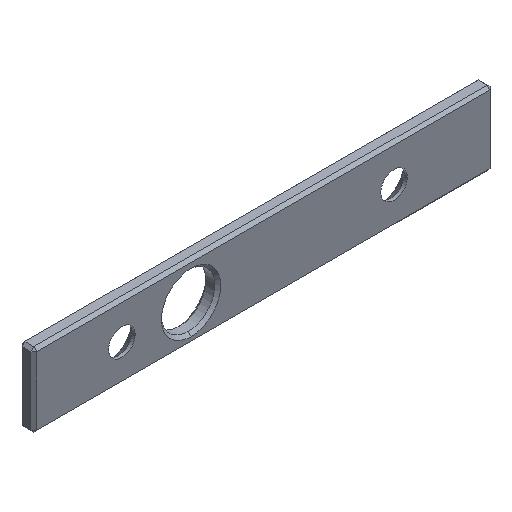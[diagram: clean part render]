
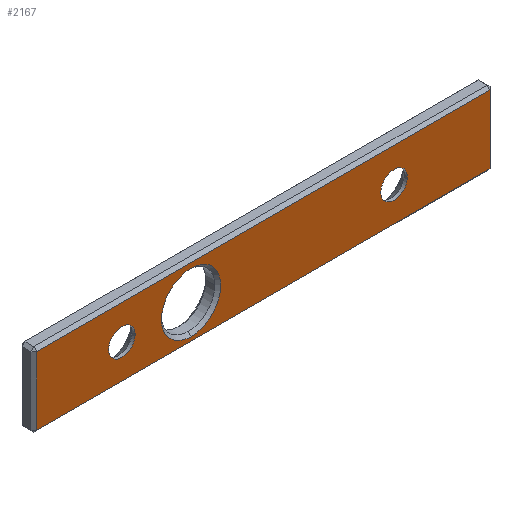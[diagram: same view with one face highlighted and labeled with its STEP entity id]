
A CAD part, isometric view. The second image highlights one B-rep face of the part: STEP entity #2167.
In plain terms, the highlighted planar face has unit normal (0, -1, 0).
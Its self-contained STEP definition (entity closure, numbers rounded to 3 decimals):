
#424=DIRECTION('',(1.,0.,0.));
#425=VECTOR('',#424,153.099);
#426=CARTESIAN_POINT('',(117.901,399.,319.2));
#427=LINE('',#426,#425);
#466=DIRECTION('',(0.,0.,-1.));
#467=VECTOR('',#466,23.);
#468=CARTESIAN_POINT('',(271.,399.,319.2));
#469=LINE('',#468,#467);
#585=DIRECTION('',(0.,0.,1.));
#586=VECTOR('',#585,23.);
#587=CARTESIAN_POINT('',(117.901,399.,296.2));
#588=LINE('',#587,#586);
#599=CARTESIAN_POINT('',(170.038,399.,307.593));
#600=DIRECTION('',(0.,1.,0.));
#601=DIRECTION('',(-1.,0.,0.));
#602=AXIS2_PLACEMENT_3D('',#599,#600,#601);
#607=CARTESIAN_POINT('',(170.038,399.,307.593));
#608=DIRECTION('',(0.,1.,0.));
#609=DIRECTION('',(0.,0.,-1.));
#610=AXIS2_PLACEMENT_3D('',#607,#608,#609);
#615=CARTESIAN_POINT('',(170.038,399.,307.593));
#616=DIRECTION('',(0.,1.,0.));
#617=DIRECTION('',(1.,0.,0.));
#618=AXIS2_PLACEMENT_3D('',#615,#616,#617);
#623=CARTESIAN_POINT('',(170.038,399.,307.593));
#624=DIRECTION('',(0.,1.,0.));
#625=DIRECTION('',(0.,0.,1.));
#626=AXIS2_PLACEMENT_3D('',#623,#624,#625);
#631=CARTESIAN_POINT('',(146.625,399.,307.7));
#632=DIRECTION('',(0.,1.,0.));
#633=DIRECTION('',(1.,0.,0.));
#634=AXIS2_PLACEMENT_3D('',#631,#632,#633);
#639=CARTESIAN_POINT('',(146.625,399.,307.7));
#640=DIRECTION('',(0.,1.,0.));
#641=DIRECTION('',(-1.,0.,0.));
#642=AXIS2_PLACEMENT_3D('',#639,#640,#641);
#647=CARTESIAN_POINT('',(238.625,399.,307.7));
#648=DIRECTION('',(0.,1.,0.));
#649=DIRECTION('',(1.,0.,0.));
#650=AXIS2_PLACEMENT_3D('',#647,#648,#649);
#655=CARTESIAN_POINT('',(238.625,399.,307.7));
#656=DIRECTION('',(0.,1.,0.));
#657=DIRECTION('',(-1.,0.,0.));
#658=AXIS2_PLACEMENT_3D('',#655,#656,#657);
#670=DIRECTION('',(-1.,0.,0.));
#671=VECTOR('',#670,153.099);
#672=CARTESIAN_POINT('',(271.,399.,296.2));
#673=LINE('',#672,#671);
#1466=CARTESIAN_POINT('',(271.,399.,296.2));
#1467=VERTEX_POINT('',#1466);
#1476=CARTESIAN_POINT('',(117.901,399.,319.2));
#1478=VERTEX_POINT('',#1476);
#1544=CARTESIAN_POINT('',(271.,399.,319.2));
#1545=VERTEX_POINT('',#1544);
#1546=CARTESIAN_POINT('',(117.901,399.,296.2));
#1547=VERTEX_POINT('',#1546);
#1556=CARTESIAN_POINT('',(234.125,399.,307.7));
#1557=VERTEX_POINT('',#1556);
#1558=CARTESIAN_POINT('',(243.125,399.,307.7));
#1559=VERTEX_POINT('',#1558);
#1576=CARTESIAN_POINT('',(142.125,399.,307.7));
#1577=VERTEX_POINT('',#1576);
#1578=CARTESIAN_POINT('',(151.125,399.,307.7));
#1579=VERTEX_POINT('',#1578);
#1581=CARTESIAN_POINT('',(170.038,399.,297.593));
#1583=VERTEX_POINT('',#1581);
#1585=CARTESIAN_POINT('',(170.038,399.,317.593));
#1587=VERTEX_POINT('',#1585);
#1588=CARTESIAN_POINT('',(180.038,399.,307.593));
#1589=VERTEX_POINT('',#1588);
#1590=CARTESIAN_POINT('',(160.038,399.,307.593));
#1591=VERTEX_POINT('',#1590);
#2133=CARTESIAN_POINT('',(273.,399.,265.7));
#2134=DIRECTION('',(0.,1.,0.));
#2135=DIRECTION('',(0.,0.,-1.));
#2136=AXIS2_PLACEMENT_3D('',#2133,#2134,#2135);
#2137=PLANE('',#2136);
#2138=ORIENTED_EDGE('',*,*,#2118,.T.);
#2139=ORIENTED_EDGE('',*,*,#1874,.T.);
#2140=ORIENTED_EDGE('',*,*,#1918,.T.);
#2142=ORIENTED_EDGE('',*,*,#2141,.T.);
#2143=EDGE_LOOP('',(#2138,#2139,#2140,#2142));
#2144=FACE_OUTER_BOUND('',#2143,.F.);
#2146=ORIENTED_EDGE('',*,*,#2145,.F.);
#2148=ORIENTED_EDGE('',*,*,#2147,.F.);
#2150=ORIENTED_EDGE('',*,*,#2149,.F.);
#2152=ORIENTED_EDGE('',*,*,#2151,.F.);
#2153=EDGE_LOOP('',(#2146,#2148,#2150,#2152));
#2154=FACE_BOUND('',#2153,.F.);
#2156=ORIENTED_EDGE('',*,*,#2155,.F.);
#2158=ORIENTED_EDGE('',*,*,#2157,.F.);
#2159=EDGE_LOOP('',(#2156,#2158));
#2160=FACE_BOUND('',#2159,.F.);
#2162=ORIENTED_EDGE('',*,*,#2161,.F.);
#2164=ORIENTED_EDGE('',*,*,#2163,.F.);
#2165=EDGE_LOOP('',(#2162,#2164));
#2166=FACE_BOUND('',#2165,.F.);
#603=CIRCLE('',#602,10.);
#611=CIRCLE('',#610,10.);
#619=CIRCLE('',#618,10.);
#627=CIRCLE('',#626,10.);
#635=CIRCLE('',#634,4.5);
#643=CIRCLE('',#642,4.5);
#651=CIRCLE('',#650,4.5);
#659=CIRCLE('',#658,4.5);
#1874=EDGE_CURVE('',#1478,#1545,#427,.T.);
#1918=EDGE_CURVE('',#1545,#1467,#469,.T.);
#2118=EDGE_CURVE('',#1547,#1478,#588,.T.);
#2141=EDGE_CURVE('',#1467,#1547,#673,.T.);
#2145=EDGE_CURVE('',#1591,#1587,#603,.T.);
#2147=EDGE_CURVE('',#1583,#1591,#611,.T.);
#2149=EDGE_CURVE('',#1589,#1583,#619,.T.);
#2151=EDGE_CURVE('',#1587,#1589,#627,.T.);
#2155=EDGE_CURVE('',#1579,#1577,#635,.T.);
#2157=EDGE_CURVE('',#1577,#1579,#643,.T.);
#2161=EDGE_CURVE('',#1559,#1557,#651,.T.);
#2163=EDGE_CURVE('',#1557,#1559,#659,.T.);
#2167=ADVANCED_FACE('',(#2144,#2154,#2160,#2166),#2137,.F.);
